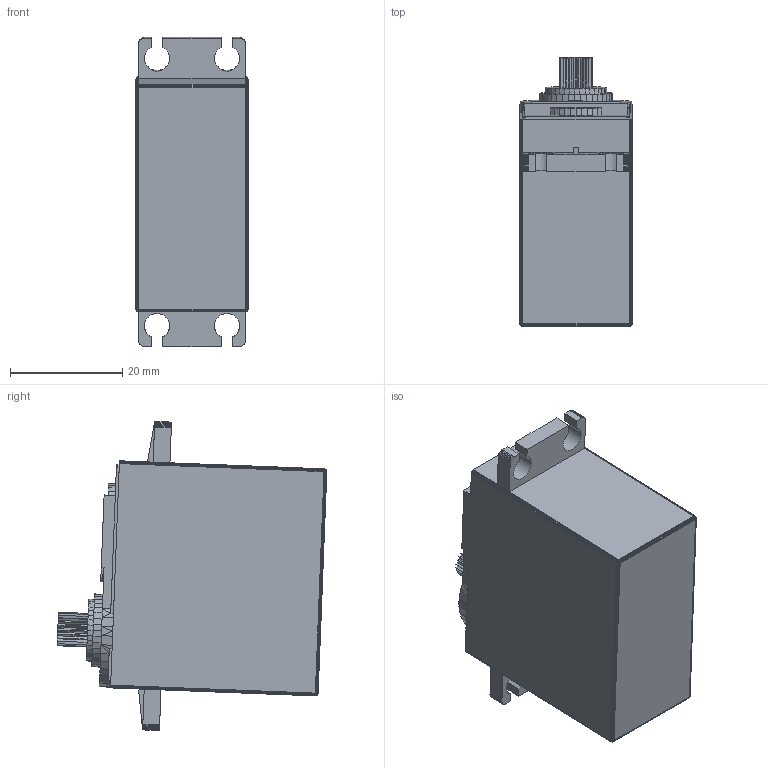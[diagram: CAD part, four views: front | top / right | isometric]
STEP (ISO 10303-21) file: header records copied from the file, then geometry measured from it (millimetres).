
FILE_DESCRIPTION(/* description */ (''),/* implementation_level */ '2;1');
FILE_NAME(/* name */ 'Servo.step',/* time_stamp */ '2018-03-30T19:57:41+05:00',/* author */ (''),/* organization */ (''),/* preprocessor_version */ 'ST-DEVELOPER v16.13',/* originating_system */ 'Autodesk Translation Framework v6.5.0.72',/* authorisation */ '');
FILE_SCHEMA (('AUTOMOTIVE_DESIGN { 1 0 10303 214 3 1 1 }'));
Length unit declared in the file: millimetre
Products named in the file (4): Untitled(1); Servo and metal horn v1 (6); servo v7 (6); Component8
Assembly tree (3 placements, depth 4):
  Untitled(1)
    Servo and metal horn v1 (6)
      servo v7 (6)
        Component8
Bounding box: 20 x 48.05 x 55.09 mm (x, y, z)
Volume: 32284.2 mm3; surface area: 7250.3 mm2
Topology: 1 solids, 1 shells, 1246 faces, 2477 edges, 1238 vertices
Faces by surface type: plane 1242, cylinder 4
Entity records: 29909 total; most frequent: DIRECTION 4991, CARTESIAN_POINT 4968, ORIENTED_EDGE 4954, EDGE_CURVE 2477, LINE 2469, VECTOR 2469, AXIS2_PLACEMENT_3D 1261, EDGE_LOOP 1251
